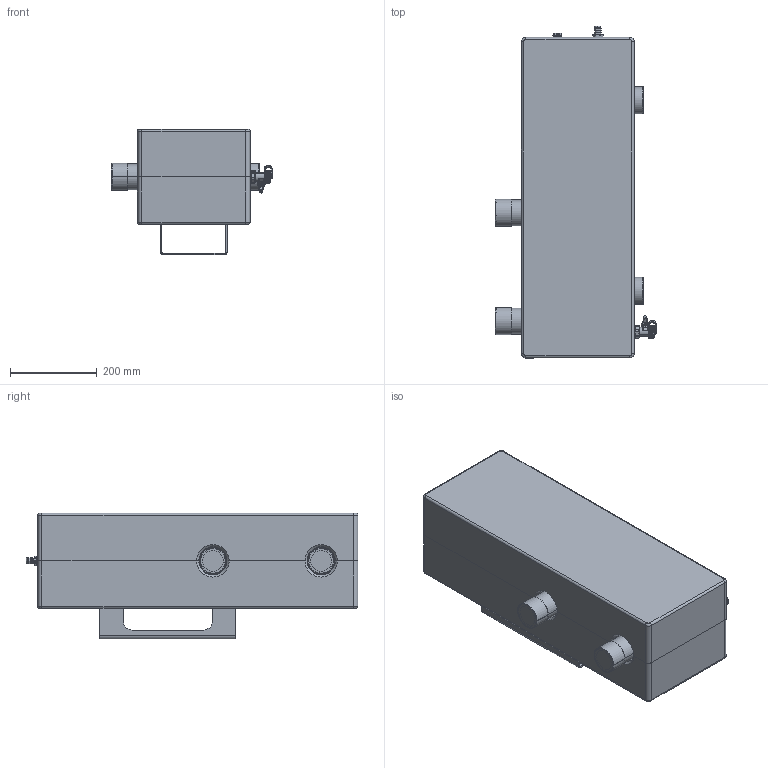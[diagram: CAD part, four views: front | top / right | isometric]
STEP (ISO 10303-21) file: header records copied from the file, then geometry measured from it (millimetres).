
FILE_DESCRIPTION (( 'STEP AP203' ), '1' );
FILE_NAME ('HW 114 KW.STEP', '2022-12-02T12:49:30', ( '' ), ( '' ), 'SwSTEP 2.0', 'SolidWorks 2021', '' );
FILE_SCHEMA (( 'CONFIG_CONTROL_DESIGN' ));
Length unit declared in the file: millimetre
Products named in the file (1): HW 114 KW
Bounding box: 373.75 x 766.5 x 290 mm (x, y, z)
Volume: 42198687 mm3; surface area: 2290222.3 mm2
Topology: 18 solids, 18 shells, 929 faces, 2296 edges, 1423 vertices
Faces by surface type: plane 319, cylinder 309, cone 157, bspline 128, torus 16
Entity records: 38764 total; most frequent: CARTESIAN_POINT 17682, ORIENTED_EDGE 4548, DIRECTION 4180, EDGE_CURVE 2274, AXIS2_PLACEMENT_3D 1602, VERTEX_POINT 1423, EDGE_LOOP 997, LINE 976
